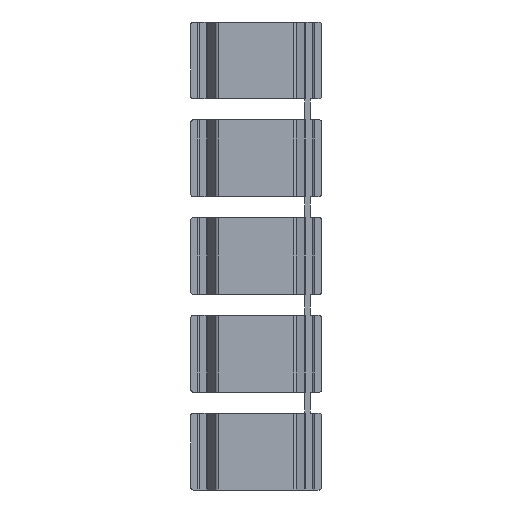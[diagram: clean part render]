
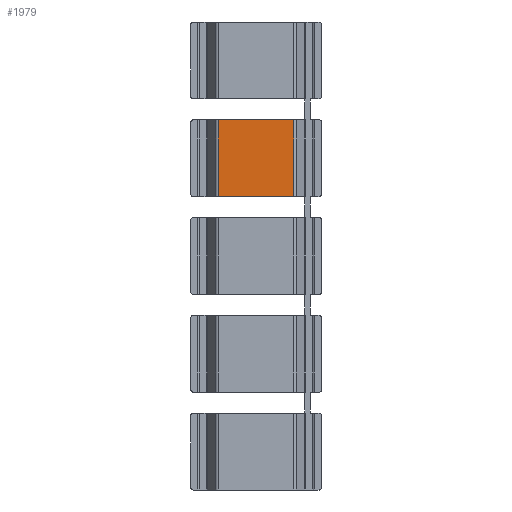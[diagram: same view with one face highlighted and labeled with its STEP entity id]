
A CAD part, front view. The second image highlights one B-rep face of the part: STEP entity #1979.
In plain terms, the highlighted planar face has unit normal (0, -1, 0).
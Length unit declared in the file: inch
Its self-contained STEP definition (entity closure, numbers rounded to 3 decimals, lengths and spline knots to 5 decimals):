
#796 = DIRECTION ( 'NONE',  ( 0., 0., 1. ) ) ;
#822 = DIRECTION ( 'NONE',  ( 0., -1., 0. ) ) ;
#860 = ORIENTED_EDGE ( 'NONE', *, *, #5637, .T. ) ;
#1191 = ORIENTED_EDGE ( 'NONE', *, *, #10606, .T. ) ;
#1281 = VERTEX_POINT ( 'NONE', #8271 ) ;
#1657 = LINE ( 'NONE', #5175, #7513 ) ;
#1688 = LINE ( 'NONE', #9774, #6641 ) ;
#1827 = CARTESIAN_POINT ( 'NONE',  ( 0.73934, 0., 2.65354 ) ) ;
#1916 = LINE ( 'NONE', #6356, #3428 ) ;
#1979 = ADVANCED_FACE ( 'NONE', ( #8761 ), #8708, .T. ) ;
#2595 = DIRECTION ( 'NONE',  ( 0., 0., -1. ) ) ;
#2650 = DIRECTION ( 'NONE',  ( 1., 0., 0. ) ) ;
#3058 = VERTEX_POINT ( 'NONE', #8631 ) ;
#3428 = VECTOR ( 'NONE', #2650, 39.37008 ) ;
#3575 = DIRECTION ( 'NONE',  ( -1., 0., 0. ) ) ;
#3679 = CARTESIAN_POINT ( 'NONE',  ( 0.19767, 0., 2.10236 ) ) ;
#3904 = EDGE_CURVE ( 'NONE', #5187, #3058, #1688, .T. ) ;
#4142 = ORIENTED_EDGE ( 'NONE', *, *, #3904, .T. ) ;
#5175 = CARTESIAN_POINT ( 'NONE',  ( 0.73934, 0., 2.10236 ) ) ;
#5187 = VERTEX_POINT ( 'NONE', #1827 ) ;
#5637 = EDGE_CURVE ( 'NONE', #6459, #1281, #1916, .T. ) ;
#5763 = AXIS2_PLACEMENT_3D ( 'NONE', #11393, #822, #2595 ) ;
#5872 = VECTOR ( 'NONE', #6338, 39.37008 ) ;
#6338 = DIRECTION ( 'NONE',  ( 0., 0., -1. ) ) ;
#6356 = CARTESIAN_POINT ( 'NONE',  ( 0.4685, 0., 2.10236 ) ) ;
#6459 = VERTEX_POINT ( 'NONE', #7187 ) ;
#6641 = VECTOR ( 'NONE', #3575, 39.37008 ) ;
#7187 = CARTESIAN_POINT ( 'NONE',  ( 0.19767, 0., 2.10236 ) ) ;
#7513 = VECTOR ( 'NONE', #796, 39.37008 ) ;
#8271 = CARTESIAN_POINT ( 'NONE',  ( 0.73934, 0., 2.10236 ) ) ;
#8631 = CARTESIAN_POINT ( 'NONE',  ( 0.19767, 0., 2.65354 ) ) ;
#8708 = PLANE ( 'NONE',  #5763 ) ;
#8761 = FACE_OUTER_BOUND ( 'NONE', #11235, .T. ) ;
#9774 = CARTESIAN_POINT ( 'NONE',  ( 0.93701, 0., 2.65354 ) ) ;
#10038 = LINE ( 'NONE', #3679, #5872 ) ;
#10606 = EDGE_CURVE ( 'NONE', #3058, #6459, #10038, .T. ) ;
#10804 = EDGE_CURVE ( 'NONE', #1281, #5187, #1657, .T. ) ;
#10993 = ORIENTED_EDGE ( 'NONE', *, *, #10804, .T. ) ;
#11235 = EDGE_LOOP ( 'NONE', ( #10993, #4142, #1191, #860 ) ) ;
#11393 = CARTESIAN_POINT ( 'NONE',  ( 0.93701, 0., 2.10236 ) ) ;
